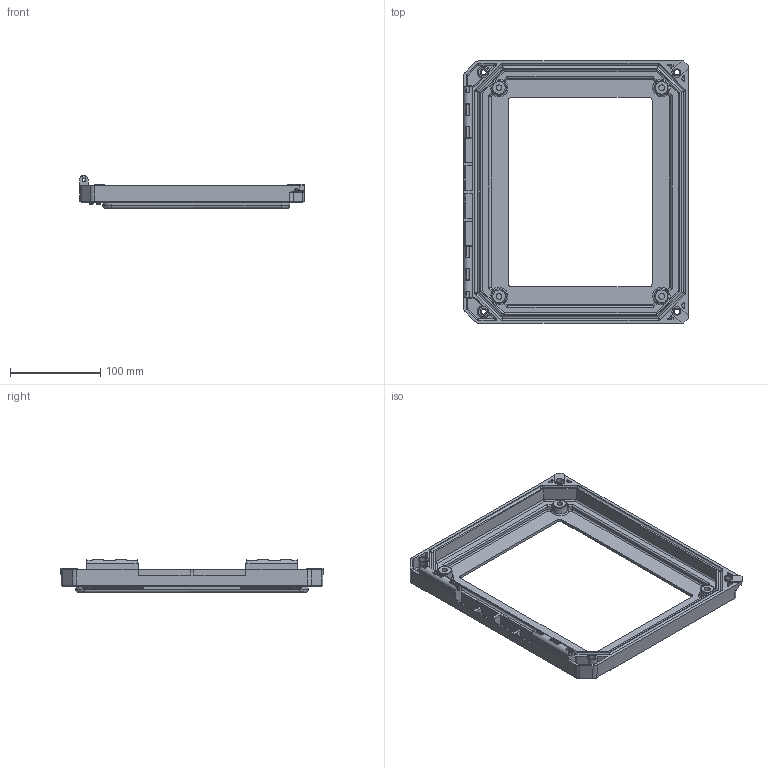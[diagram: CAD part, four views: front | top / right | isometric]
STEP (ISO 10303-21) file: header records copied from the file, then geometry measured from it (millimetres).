
FILE_DESCRIPTION (( 'STEP AP214' ), '1' );
FILE_NAME ('FRW1008CVR.STEP', '2020-10-06T15:15:18', ( '' ), ( '' ), 'SwSTEP 2.0', 'SolidWorks 2019', '' );
FILE_SCHEMA (( 'AUTOMOTIVE_DESIGN' ));
Length unit declared in the file: inch
Products named in the file (1): FRW1008CVR
Bounding box: 248.87 x 290.14 x 36.42 mm (x, y, z)
Volume: 320377.8 mm3; surface area: 143448.8 mm2
Topology: 1 solids, 1 shells, 583 faces, 1493 edges, 899 vertices
Faces by surface type: plane 239, cylinder 196, bspline 122, cone 18, torus 8
Full cylindrical faces by diameter (mm): 3.48 x2, 5.563 x2, 5.766 x2, 6.426 x4, 7.937 x2, 11.049 x2
Entity records: 21791 total; most frequent: CARTESIAN_POINT 9097, ORIENTED_EDGE 2862, DIRECTION 2252, EDGE_CURVE 1431, VERTEX_POINT 887, VECTOR 786, LINE 786, AXIS2_PLACEMENT_3D 733
